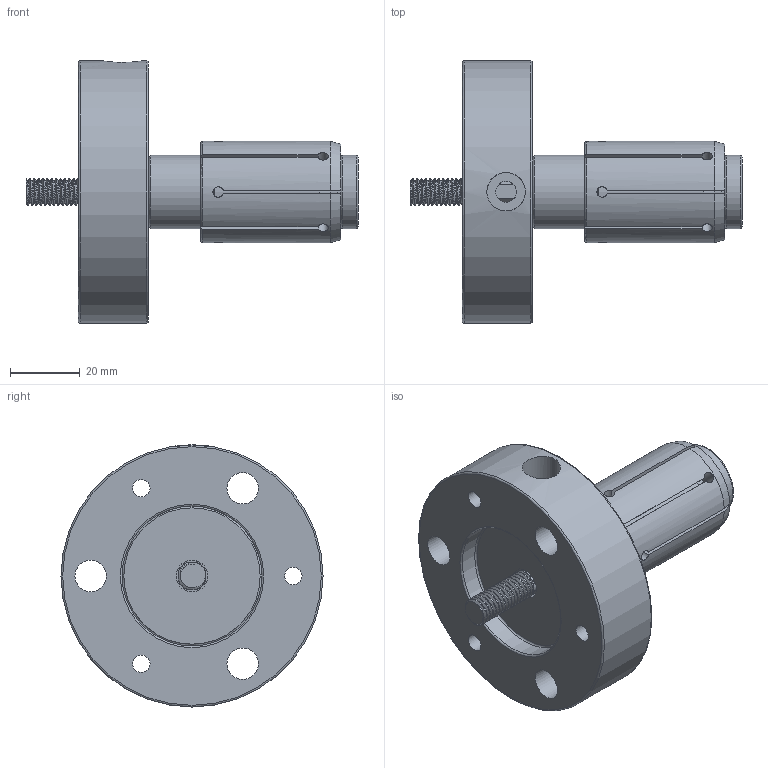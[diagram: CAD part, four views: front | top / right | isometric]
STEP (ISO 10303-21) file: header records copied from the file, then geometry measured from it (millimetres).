
FILE_DESCRIPTION (( 'STEP AP214' ), '1' );
FILE_NAME ('DTG-1C1（29x40）.STEP', '2024-09-28T02:25:47', ( '' ), ( '' ), 'SwSTEP 2.0', 'SolidWorks 2023', '' );
FILE_SCHEMA (( 'AUTOMOTIVE_DESIGN' ));
Length unit declared in the file: millimetre
Products named in the file (4): DTG-1C1 底座（29x40）; DTG-1C1 涨套（29x40）; DTG-1C1（29x40）; DTG-1C1 拉杆（29x40）
Assembly tree (3 placements, depth 2):
  DTG-1C1（29x40）
    DTG-1C1 底座（29x40）
    DTG-1C1 拉杆（29x40）
    DTG-1C1 涨套（29x40）
Bounding box: 95 x 75 x 75 mm (x, y, z)
Volume: 102353.6 mm3; surface area: 35179.5 mm2
Topology: 3 solids, 3 shells, 165 faces, 430 edges, 278 vertices
Faces by surface type: plane 88, cylinder 48, cone 14, torus 12, bspline 3
Full cylindrical faces by diameter (mm): 5 x3, 6 x1, 7 x1, 7.5 x1, 8 x2, 9 x4, 11 x1, 12 x1, 15 x3, 19.28 x1, 21 x2, 29 x1, 40 x1, 75 x1
Entity records: 13397 total; most frequent: CARTESIAN_POINT 8203, DIRECTION 785, ORIENTED_EDGE 774, EDGE_CURVE 387, AXIS2_PLACEMENT_3D 302, VERTEX_POINT 270, EDGE_LOOP 225, FACE_OUTER_BOUND 196
